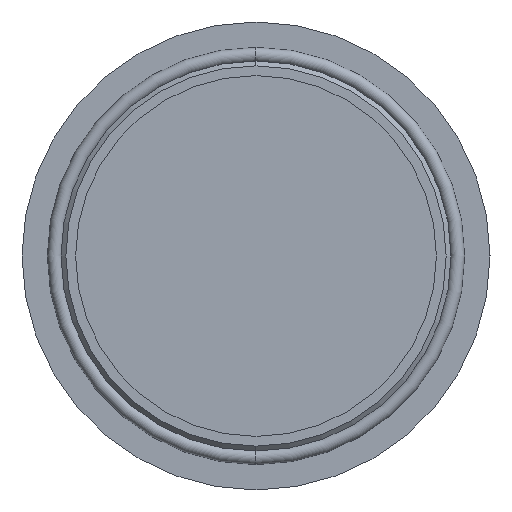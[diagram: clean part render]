
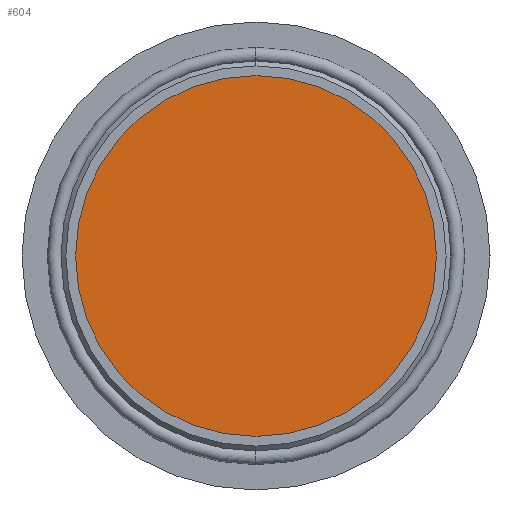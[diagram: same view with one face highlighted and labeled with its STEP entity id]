
A CAD part, front view. The second image highlights one B-rep face of the part: STEP entity #604.
In plain terms, the highlighted planar face has unit normal (0, -1, 0).
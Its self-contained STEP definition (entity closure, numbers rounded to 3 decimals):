
#77 = DIRECTION ( 'NONE',  ( 0., 0., -1. ) ) ;
#78 = DIRECTION ( 'NONE',  ( 0., -1., 0. ) ) ;
#79 = CARTESIAN_POINT ( 'NONE',  ( -18.5, -2., 0. ) ) ;
#80 = PLANE ( 'NONE',  #739 ) ;
#171 = DIRECTION ( 'NONE',  ( 0., 0., 1. ) ) ;
#172 = DIRECTION ( 'NONE',  ( 0., 1., 0. ) ) ;
#173 = CARTESIAN_POINT ( 'NONE',  ( 0., -2., 0. ) ) ;
#274 = DIRECTION ( 'NONE',  ( 0., 0., 1. ) ) ;
#275 = DIRECTION ( 'NONE',  ( 0., 1., 0. ) ) ;
#276 = CARTESIAN_POINT ( 'NONE',  ( 0., -2., 0. ) ) ;
#321 = CARTESIAN_POINT ( 'NONE',  ( 0., -2., 18.5 ) ) ;
#322 = CARTESIAN_POINT ( 'NONE',  ( 0., -2., -18.5 ) ) ;
#402 = ORIENTED_EDGE ( 'NONE', *, *, #575, .F. ) ;
#404 = ORIENTED_EDGE ( 'NONE', *, *, #541, .F. ) ;
#455 = EDGE_LOOP ( 'NONE', ( #402, #404 ) ) ;
#474 = VERTEX_POINT ( 'NONE', #322 ) ;
#475 = VERTEX_POINT ( 'NONE', #321 ) ;
#509 = CIRCLE ( 'NONE', #679, 18.5 ) ;
#528 = CIRCLE ( 'NONE', #652, 18.5 ) ;
#541 = EDGE_CURVE ( 'NONE', #474, #475, #528, .T. ) ;
#575 = EDGE_CURVE ( 'NONE', #475, #474, #509, .T. ) ;
#604 = ADVANCED_FACE ( 'NONE', ( #735 ), #80, .T. ) ;
#652 = AXIS2_PLACEMENT_3D ( 'NONE', #276, #275, #274 ) ;
#679 = AXIS2_PLACEMENT_3D ( 'NONE', #173, #172, #171 ) ;
#735 = FACE_OUTER_BOUND ( 'NONE', #455, .T. ) ;
#739 = AXIS2_PLACEMENT_3D ( 'NONE', #79, #78, #77 ) ;
